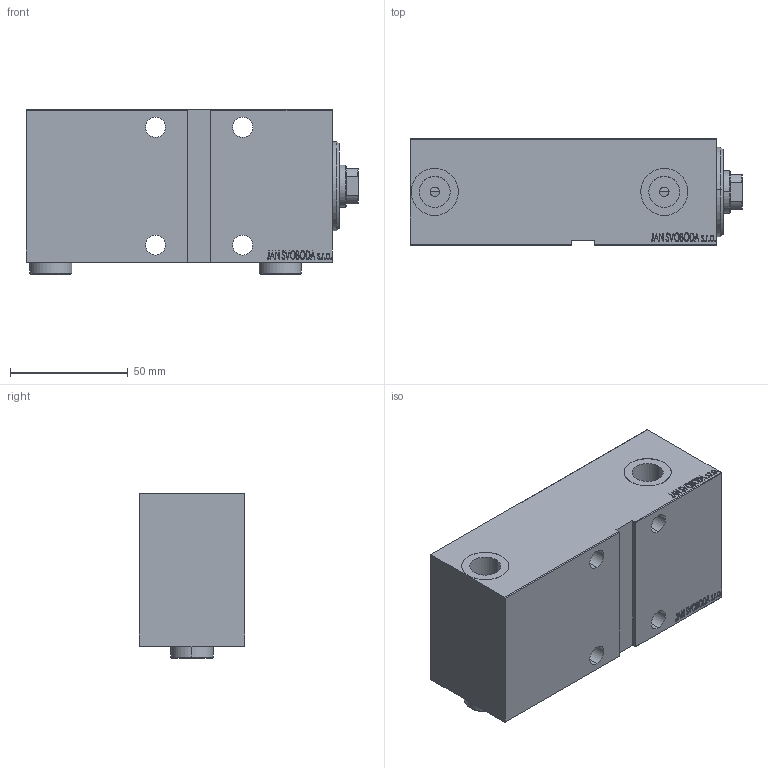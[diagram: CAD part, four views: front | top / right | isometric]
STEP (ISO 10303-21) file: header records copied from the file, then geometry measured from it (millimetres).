
FILE_DESCRIPTION (( 'STEP AP203' ), '1' );
FILE_NAME ('1292.STEP', '2024-02-13T08:31:46', ( '' ), ( '' ), 'SwSTEP 2.0', 'SolidWorks 2019', '' );
FILE_SCHEMA (( 'CONFIG_CONTROL_DESIGN' ));
Length unit declared in the file: millimetre
Products named in the file (5): V450CM_G_VCP 34926bb9e8e7e6dc754754f93ab124e3; 1292; V450CM_VC_G 34926bb9e8e7e6dc754754f93ab124e3; V450CM_G_Body 34926bb9e8e7e6dc754754f93ab124e3; Zatka_OIL_PORT 34926bb9e8e7e6dc754754f93ab124e3
Assembly tree (5 placements, depth 2):
  1292
    V450CM_G_Body 34926bb9e8e7e6dc754754f93ab124e3
    V450CM_G_VCP 34926bb9e8e7e6dc754754f93ab124e3
    V450CM_VC_G 34926bb9e8e7e6dc754754f93ab124e3
    Zatka_OIL_PORT 34926bb9e8e7e6dc754754f93ab124e3  x2
Bounding box: 141 x 45 x 69.9 mm (x, y, z)
Volume: 348278.3 mm3; surface area: 66193.4 mm2
Topology: 5 solids, 5 shells, 897 faces, 2290 edges, 1513 vertices
Faces by surface type: plane 441, bspline 380, cylinder 58, cone 18
Entity records: 43977 total; most frequent: CARTESIAN_POINT 24595, ORIENTED_EDGE 4496, DIRECTION 2614, EDGE_CURVE 2248, VERTEX_POINT 1489, VECTOR 1350, LINE 1350, EDGE_LOOP 1003
